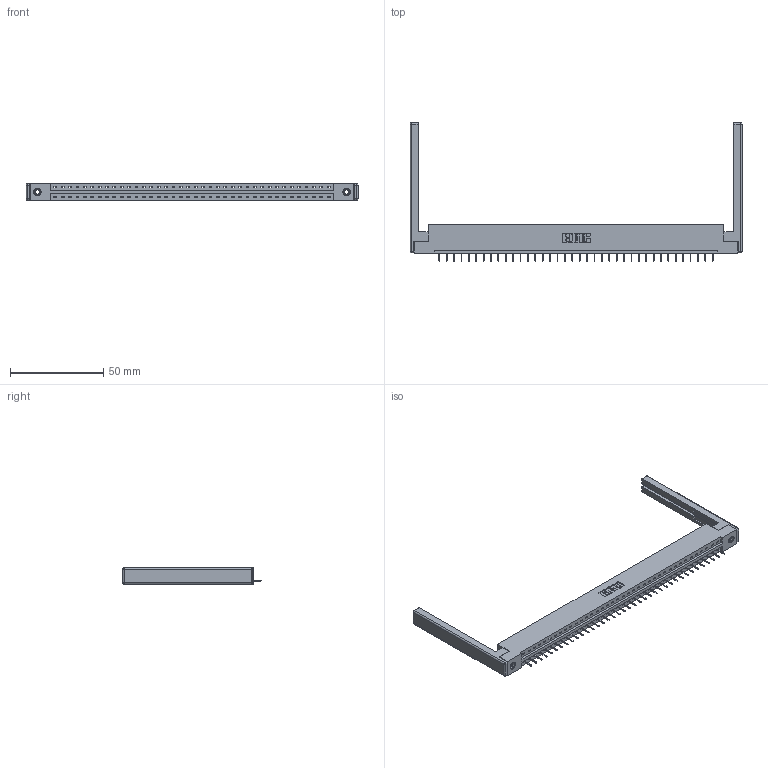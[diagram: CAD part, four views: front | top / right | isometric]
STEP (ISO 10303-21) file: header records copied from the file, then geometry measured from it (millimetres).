
FILE_DESCRIPTION (( 'STEP AP203' ), '1' );
FILE_NAME ('387-038-524-168.STEP', '2019-10-04T15:51:06', ( '' ), ( '' ), 'SwSTEP 2.0', 'SolidWorks 2016', '' );
FILE_SCHEMA (( 'CONFIG_CONTROL_DESIGN' ));
Length unit declared in the file: inch
Products named in the file (5): 387-038-524-168; 337 Part_Flush Mounting Lugs - 0.156 Dia-TI; 307-220-068; 345-250-001_345-250-001-102; 345-292-001_345-293-124
Assembly tree (43 placements, depth 2):
  387-038-524-168
    337 Part_Flush Mounting Lugs - 0.156 Dia-TI
    345-292-001_345-293-124  x38
    345-250-001_345-250-001-102  x2
    307-220-068  x2
Bounding box: 178 x 74.43 x 9.4 mm (x, y, z)
Volume: 22691.5 mm3; surface area: 22453.2 mm2
Topology: 43 solids, 43 shells, 2776 faces, 7997 edges, 5158 vertices
Faces by surface type: plane 2134, cylinder 618, cone 12, sphere 8, torus 4
Entity records: 31598 total; most frequent: CARTESIAN_POINT 5457, ORIENTED_EDGE 5420, DIRECTION 4676, EDGE_CURVE 2710, VECTOR 2536, LINE 2536, VERTEX_POINT 1794, AXIS2_PLACEMENT_3D 1070
